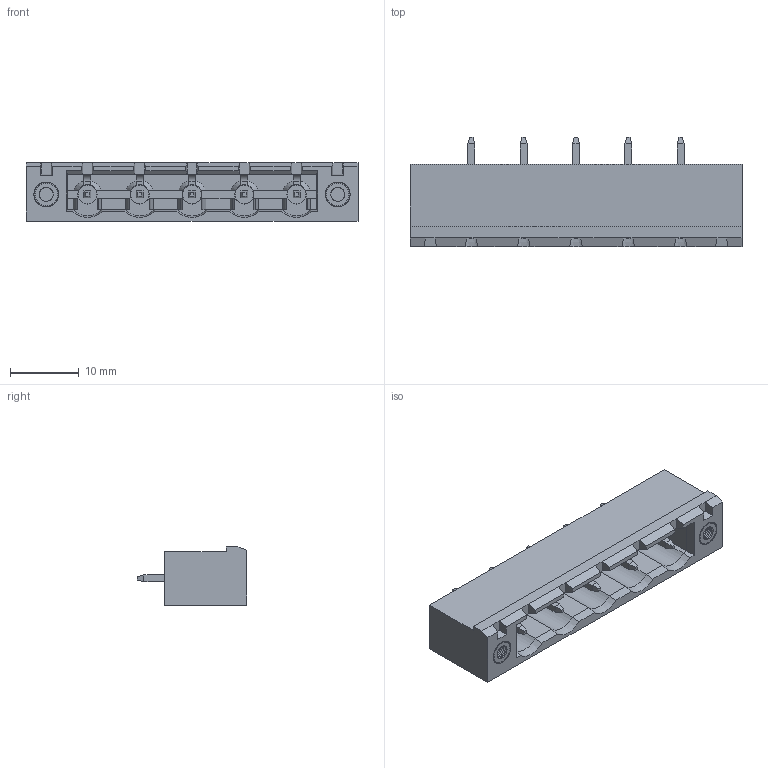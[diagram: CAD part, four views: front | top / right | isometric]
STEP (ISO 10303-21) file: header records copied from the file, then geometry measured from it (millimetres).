
FILE_DESCRIPTION((''),'2;1');
FILE_NAME('WJ2EDGVM-762-5P-00A','2017-03-16T',('QZY'),(''),'CREO PARAMETRIC BY PTC INC, 2014440','CREO PARAMETRIC BY PTC INC, 2014440','');
FILE_SCHEMA(('CONFIG_CONTROL_DESIGN'));
Length unit declared in the file: millimetre
Products named in the file (1): WJ2EDGVM-762-5P-00A
Bounding box: 48.38 x 16 x 8.5 mm (x, y, z)
Volume: 2384.2 mm3; surface area: 4133.9 mm2
Topology: 1 solids, 1 shells, 666 faces, 2085 edges, 1370 vertices
Faces by surface type: plane 504, cone 109, cylinder 29, bspline 24
Entity records: 28939 total; most frequent: CARTESIAN_POINT 10746, ORIENTED_EDGE 4170, DIRECTION 3279, EDGE_CURVE 2085, VERTEX_POINT 1370, VECTOR 1307, LINE 1307, AXIS2_PLACEMENT_3D 986
